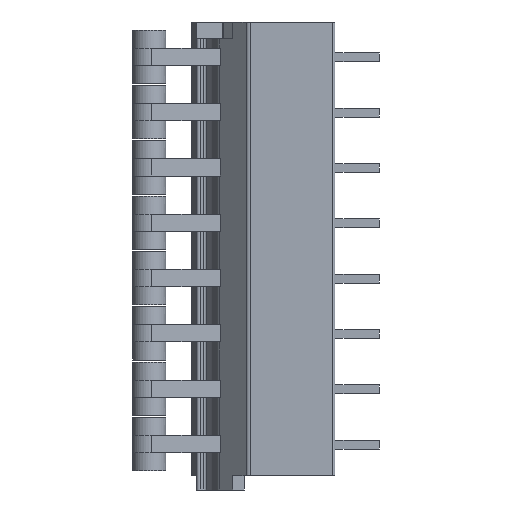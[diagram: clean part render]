
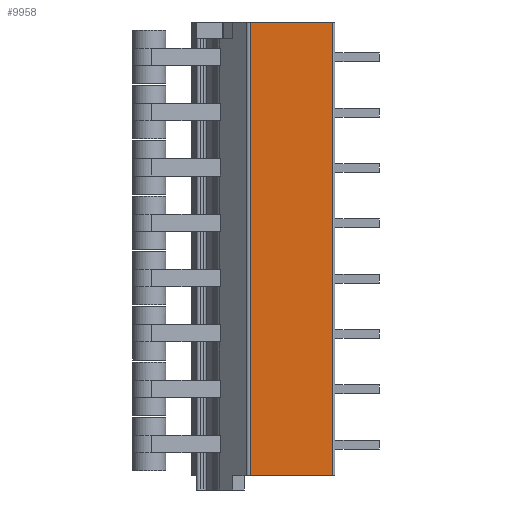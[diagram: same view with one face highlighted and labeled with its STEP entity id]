
A CAD part, left-side view. The second image highlights one B-rep face of the part: STEP entity #9958.
In plain terms, the highlighted planar face has unit normal (-1, 0, 0).
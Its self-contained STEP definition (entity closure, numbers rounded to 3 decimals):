
#30=DIRECTION('',(0.,-1.,0.));
#31=VECTOR('',#30,7.471);
#32=CARTESIAN_POINT('',(0.,7.671,-37.8));
#33=LINE('',#32,#31);
#310=DIRECTION('',(0.,-1.,0.));
#311=VECTOR('',#310,7.471);
#312=CARTESIAN_POINT('',(0.,7.671,3.2));
#313=LINE('',#312,#311);
#467=DIRECTION('',(0.,0.,1.));
#468=VECTOR('',#467,41.);
#469=CARTESIAN_POINT('',(0.,7.671,-37.8));
#470=LINE('',#469,#468);
#471=DIRECTION('',(0.,0.,1.));
#472=VECTOR('',#471,41.);
#473=CARTESIAN_POINT('',(0.,0.2,-37.8));
#474=LINE('',#473,#472);
#7708=CARTESIAN_POINT('',(0.,7.671,-37.8));
#7710=VERTEX_POINT('',#7708);
#7711=CARTESIAN_POINT('',(0.,0.2,-37.8));
#7712=VERTEX_POINT('',#7711);
#7828=CARTESIAN_POINT('',(0.,7.671,3.2));
#7830=VERTEX_POINT('',#7828);
#7831=CARTESIAN_POINT('',(0.,0.2,3.2));
#7832=VERTEX_POINT('',#7831);
#9946=CARTESIAN_POINT('',(0.,7.671,-37.8));
#9947=DIRECTION('',(-1.,0.,0.));
#9948=DIRECTION('',(0.,-1.,0.));
#9949=AXIS2_PLACEMENT_3D('',#9946,#9947,#9948);
#9950=PLANE('',#9949);
#9951=ORIENTED_EDGE('',*,*,#9940,.T.);
#9952=ORIENTED_EDGE('',*,*,#9826,.T.);
#9954=ORIENTED_EDGE('',*,*,#9953,.F.);
#9955=ORIENTED_EDGE('',*,*,#9626,.F.);
#9956=EDGE_LOOP('',(#9951,#9952,#9954,#9955));
#9957=FACE_OUTER_BOUND('',#9956,.F.);
#9958=ADVANCED_FACE('',(#9957),#9950,.T.);
#9626=EDGE_CURVE('',#7710,#7712,#33,.T.);
#9826=EDGE_CURVE('',#7830,#7832,#313,.T.);
#9940=EDGE_CURVE('',#7710,#7830,#470,.T.);
#9953=EDGE_CURVE('',#7712,#7832,#474,.T.);
